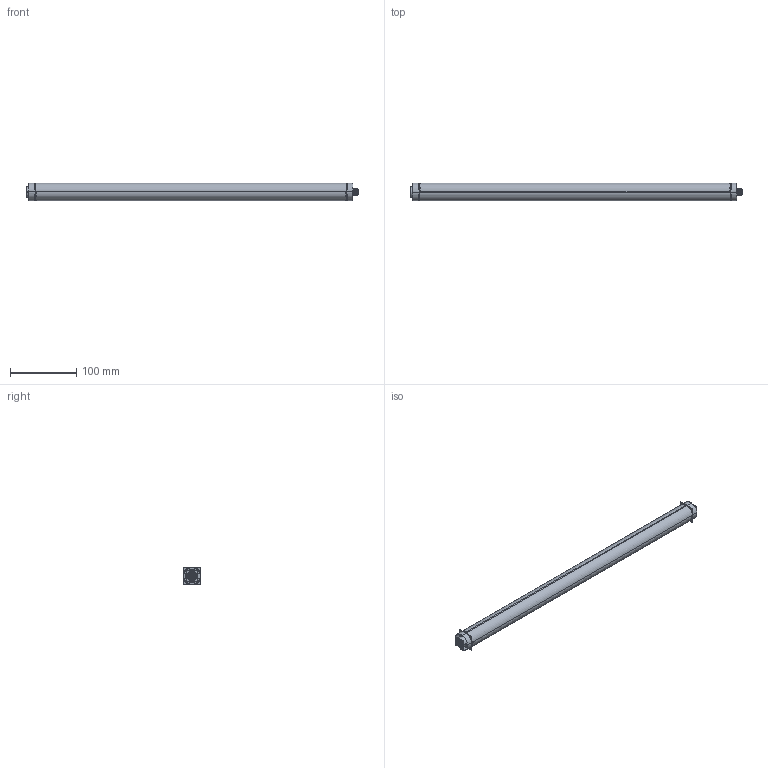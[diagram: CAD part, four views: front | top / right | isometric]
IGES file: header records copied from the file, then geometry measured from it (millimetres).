
Start section:  PTC IGES file: 185260_sm01.igs
Global section: file name: 185260_sm01.igs; native system: Creo Parametric by PTC Inc.; preprocessor: 2019292; author: PDMAdmin; organization: Unknown; date: 20221213.160231; units: millimetre
Bounding box: 501.86 x 27 x 27 mm (x, y, z)
Volume: 274170.1 mm3; surface area: 207133.5 mm2
Topology: 1 solids, 1 shells, 840 faces, 4344 edges, 5515 vertices
Faces by surface type: revolution 448, bspline 392
